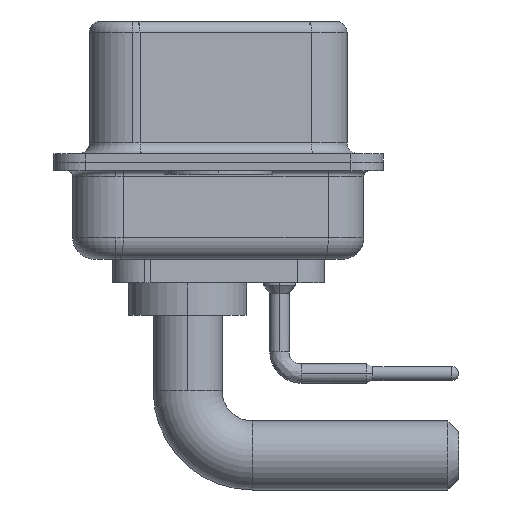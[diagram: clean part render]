
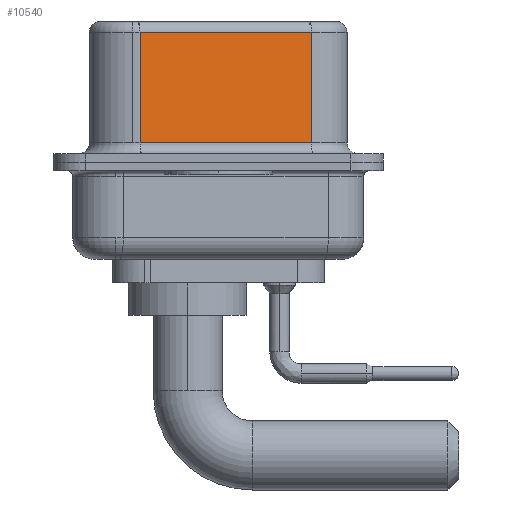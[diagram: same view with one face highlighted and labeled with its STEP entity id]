
A CAD part, left-side view. The second image highlights one B-rep face of the part: STEP entity #10540.
In plain terms, the highlighted planar face has unit normal (-0.985, -0.174, 0).
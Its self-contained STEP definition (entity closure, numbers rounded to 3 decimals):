
#79 = VERTEX_POINT ( 'NONE', #5633 ) ;
#778 = DIRECTION ( 'NONE',  ( 0.985, 0.174, 0. ) ) ;
#1992 = CARTESIAN_POINT ( 'NONE',  ( 5.132, -4.322, 6.52 ) ) ;
#2217 = FACE_OUTER_BOUND ( 'NONE', #18600, .T. ) ;
#2853 = DIRECTION ( 'NONE',  ( 0., 0., -1. ) ) ;
#3412 = LINE ( 'NONE', #16850, #8652 ) ;
#3729 = CARTESIAN_POINT ( 'NONE',  ( 3.73, 3.628, 6.52 ) ) ;
#4415 = LINE ( 'NONE', #14719, #18179 ) ;
#4891 = EDGE_CURVE ( 'NONE', #14684, #79, #4415, .T. ) ;
#5016 = VECTOR ( 'NONE', #8868, 1000. ) ;
#5578 = DIRECTION ( 'NONE',  ( -0.174, 0.985, 0. ) ) ;
#5633 = CARTESIAN_POINT ( 'NONE',  ( 5.132, -4.322, 0.9 ) ) ;
#6113 = VECTOR ( 'NONE', #12255, 1000. ) ;
#7026 = CARTESIAN_POINT ( 'NONE',  ( 5.132, -4.322, 6.02 ) ) ;
#7114 = CARTESIAN_POINT ( 'NONE',  ( 3.73, 3.628, 0.9 ) ) ;
#7591 = VERTEX_POINT ( 'NONE', #15691 ) ;
#7702 = EDGE_CURVE ( 'NONE', #14684, #7591, #20700, .T. ) ;
#8180 = AXIS2_PLACEMENT_3D ( 'NONE', #1992, #778, #5578 ) ;
#8652 = VECTOR ( 'NONE', #12045, 1000. ) ;
#8868 = DIRECTION ( 'NONE',  ( -0.174, 0.985, 0. ) ) ;
#9070 = ORIENTED_EDGE ( 'NONE', *, *, #13849, .T. ) ;
#9090 = CARTESIAN_POINT ( 'NONE',  ( 5.132, -4.322, 6.02 ) ) ;
#10540 = ADVANCED_FACE ( 'NONE', ( #2217 ), #19438, .F. ) ;
#11031 = ORIENTED_EDGE ( 'NONE', *, *, #16464, .T. ) ;
#12045 = DIRECTION ( 'NONE',  ( 0.174, -0.985, 0. ) ) ;
#12255 = DIRECTION ( 'NONE',  ( 0., 0., -1. ) ) ;
#13849 = EDGE_CURVE ( 'NONE', #7591, #15309, #19057, .T. ) ;
#14684 = VERTEX_POINT ( 'NONE', #7026 ) ;
#14719 = CARTESIAN_POINT ( 'NONE',  ( 5.132, -4.322, 6.52 ) ) ;
#15309 = VERTEX_POINT ( 'NONE', #7114 ) ;
#15691 = CARTESIAN_POINT ( 'NONE',  ( 3.73, 3.628, 6.02 ) ) ;
#15801 = ORIENTED_EDGE ( 'NONE', *, *, #7702, .T. ) ;
#16464 = EDGE_CURVE ( 'NONE', #15309, #79, #3412, .T. ) ;
#16850 = CARTESIAN_POINT ( 'NONE',  ( 5.132, -4.322, 0.9 ) ) ;
#18179 = VECTOR ( 'NONE', #2853, 1000. ) ;
#18600 = EDGE_LOOP ( 'NONE', ( #18890, #15801, #9070, #11031 ) ) ;
#18890 = ORIENTED_EDGE ( 'NONE', *, *, #4891, .F. ) ;
#19057 = LINE ( 'NONE', #3729, #6113 ) ;
#19438 = PLANE ( 'NONE',  #8180 ) ;
#20700 = LINE ( 'NONE', #9090, #5016 ) ;
